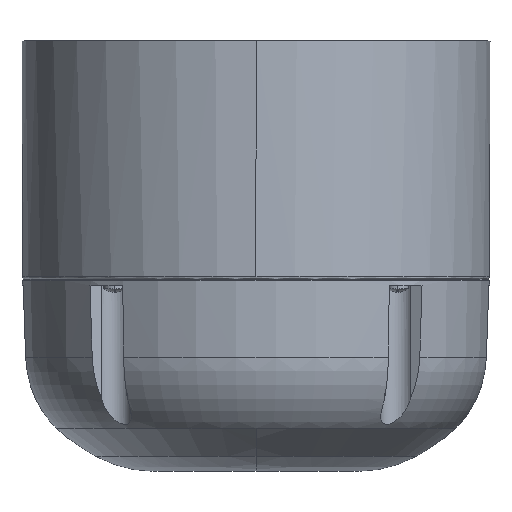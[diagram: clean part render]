
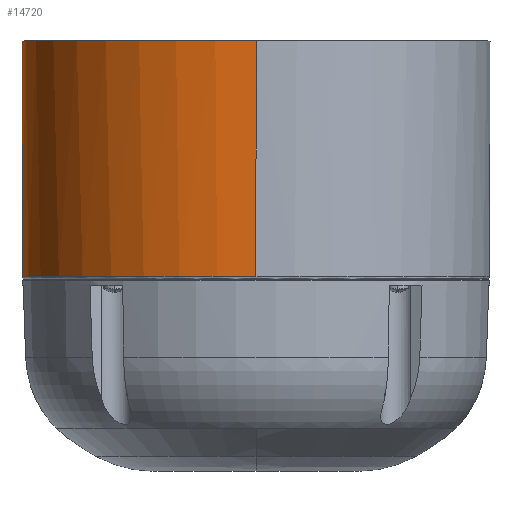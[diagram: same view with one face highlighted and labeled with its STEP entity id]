
A CAD part, top view. The second image highlights one B-rep face of the part: STEP entity #14720.
In plain terms, the highlighted cylindrical face has radius 90.3 mm (diameter 180.6 mm), a partial arc.
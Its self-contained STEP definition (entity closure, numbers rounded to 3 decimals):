
#2872=CARTESIAN_POINT('',(0.,69.,-90.3));
#2873=CARTESIAN_POINT('',(-2.752,69.,-90.3));
#2874=CARTESIAN_POINT('',(-8.326,68.672,
-90.049));
#2875=CARTESIAN_POINT('',(-16.83,67.104,
-88.856));
#2876=CARTESIAN_POINT('',(-25.148,64.455,
-86.868));
#2877=CARTESIAN_POINT('',(-33.328,60.654,
-84.077));
#2878=CARTESIAN_POINT('',(-41.422,55.479,
-80.405));
#2879=CARTESIAN_POINT('',(-48.912,48.981,
-76.048));
#2880=CARTESIAN_POINT('',(-54.817,42.188,
-71.854));
#2881=CARTESIAN_POINT('',(-59.278,35.575,
-68.182));
#2882=CARTESIAN_POINT('',(-62.58,29.331,
-65.139));
#2883=CARTESIAN_POINT('',(-64.277,25.182,
-63.432));
#2884=CARTESIAN_POINT('',(-65.,23.152,-62.682));
#3306=CARTESIAN_POINT('',(0.,-5.,0.));
#3307=DIRECTION('',(0.,-1.,0.));
#3308=DIRECTION('',(0.,0.,1.));
#3309=AXIS2_PLACEMENT_3D('',#3306,#3307,#3308);
#3322=DIRECTION('',(0.,1.,0.));
#3323=VECTOR('',#3322,91.);
#3324=CARTESIAN_POINT('',(0.,-5.,90.3));
#3325=LINE('',#3324,#3323);
#3329=DIRECTION('',(0.,1.,0.));
#3330=VECTOR('',#3329,17.);
#3331=CARTESIAN_POINT('',(0.,69.,-90.3));
#3332=LINE('',#3331,#3330);
#3493=DIRECTION('',(0.,-1.,0.));
#3494=VECTOR('',#3493,28.152);
#3495=CARTESIAN_POINT('',(-65.,23.152,-62.682));
#3496=LINE('',#3495,#3494);
#3500=CARTESIAN_POINT('',(-65.,-5.,-62.682));
#7303=CARTESIAN_POINT('',(0.,86.,0.));
#7304=DIRECTION('',(0.,-1.,0.));
#7305=DIRECTION('',(0.,0.,1.));
#7306=AXIS2_PLACEMENT_3D('',#7303,#7304,#7305);
#10735=CARTESIAN_POINT('',(0.,-5.,90.3));
#10736=CARTESIAN_POINT('',(0.,86.,90.3));
#10737=VERTEX_POINT('',#10735);
#10738=VERTEX_POINT('',#10736);
#10743=CARTESIAN_POINT('',(0.,86.,-90.3));
#10744=VERTEX_POINT('',#10743);
#10747=VERTEX_POINT('',#2872);
#10748=VERTEX_POINT('',#2884);
#10755=VERTEX_POINT('',#3500);
#14702=CARTESIAN_POINT('',(0.,86.,0.));
#14703=DIRECTION('',(0.,-1.,0.));
#14704=DIRECTION('',(0.,0.,-1.));
#14705=AXIS2_PLACEMENT_3D('',#14702,#14703,#14704);
#14706=CYLINDRICAL_SURFACE('',#14705,90.3);
#14707=ORIENTED_EDGE('',*,*,#14603,.F.);
#14709=ORIENTED_EDGE('',*,*,#14708,.T.);
#14711=ORIENTED_EDGE('',*,*,#14710,.F.);
#14713=ORIENTED_EDGE('',*,*,#14712,.F.);
#14715=ORIENTED_EDGE('',*,*,#14714,.T.);
#14717=ORIENTED_EDGE('',*,*,#14716,.F.);
#14718=EDGE_LOOP('',(#14707,#14709,#14711,#14713,#14715,#14717));
#14719=FACE_OUTER_BOUND('',#14718,.F.);
#2885=B_SPLINE_CURVE_WITH_KNOTS('',3,(#2872,#2873,#2874,#2875,#2876,#2877,#2878,
#2879,#2880,#2881,#2882,#2883,#2884),.UNSPECIFIED.,.F.,.F.,(4,1,1,1,1,1,1,1,1,1,
4),(0.,0.1,0.2,0.3,0.4,0.5,0.6,0.7,0.8,0.9,1.),
.UNSPECIFIED.);
#3310=CIRCLE('',#3309,90.3);
#7307=CIRCLE('',#7306,90.3);
#14603=EDGE_CURVE('',#10747,#10748,#2885,.T.);
#14708=EDGE_CURVE('',#10747,#10744,#3332,.T.);
#14710=EDGE_CURVE('',#10738,#10744,#7307,.T.);
#14712=EDGE_CURVE('',#10737,#10738,#3325,.T.);
#14714=EDGE_CURVE('',#10737,#10755,#3310,.T.);
#14716=EDGE_CURVE('',#10748,#10755,#3496,.T.);
#14720=ADVANCED_FACE('',(#14719),#14706,.T.);
